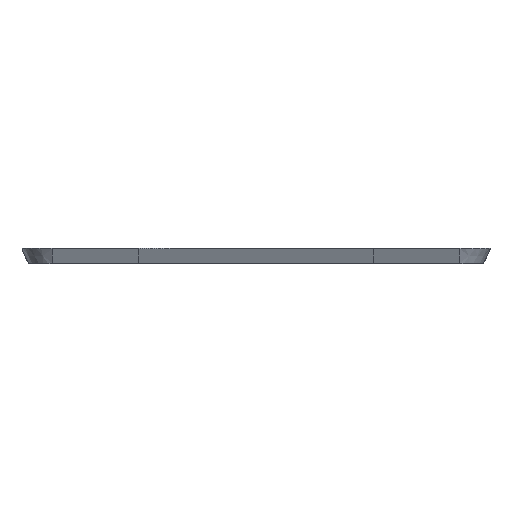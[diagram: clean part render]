
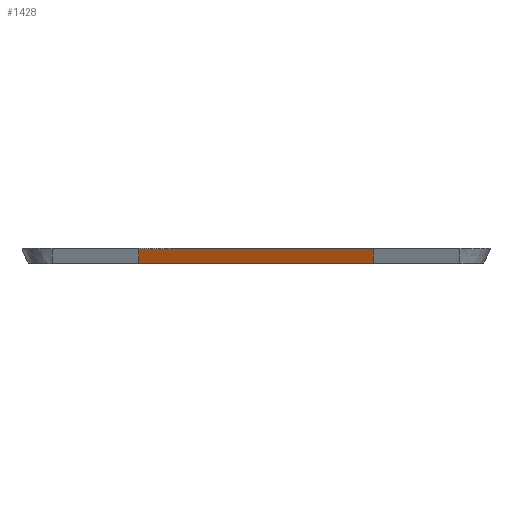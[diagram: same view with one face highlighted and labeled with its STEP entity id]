
A CAD part, top view. The second image highlights one B-rep face of the part: STEP entity #1428.
In plain terms, the highlighted planar face has unit normal (0, -0.423, 0.906).
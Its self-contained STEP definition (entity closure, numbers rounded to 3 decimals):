
#33 = CARTESIAN_POINT ( 'NONE',  ( -52., 1.062, 49.552 ) ) ;
#97 = DIRECTION ( 'NONE',  ( -1., 0., 0. ) ) ;
#181 = EDGE_CURVE ( 'NONE', #1163, #207, #743, .T. ) ;
#207 = VERTEX_POINT ( 'NONE', #3059 ) ;
#225 = VECTOR ( 'NONE', #1383, 1000. ) ;
#249 = ORIENTED_EDGE ( 'NONE', *, *, #181, .F. ) ;
#289 = FACE_OUTER_BOUND ( 'NONE', #3159, .T. ) ;
#436 = ORIENTED_EDGE ( 'NONE', *, *, #1160, .F. ) ;
#582 = VECTOR ( 'NONE', #3023, 1000. ) ;
#618 = VECTOR ( 'NONE', #97, 1000. ) ;
#660 = CARTESIAN_POINT ( 'NONE',  ( 143., -3.992, 47.195 ) ) ;
#743 = LINE ( 'NONE', #3275, #582 ) ;
#886 = VERTEX_POINT ( 'NONE', #1770 ) ;
#1026 = ORIENTED_EDGE ( 'NONE', *, *, #1142, .F. ) ;
#1062 = DIRECTION ( 'NONE',  ( 0., -0.423, 0.906 ) ) ;
#1142 = EDGE_CURVE ( 'NONE', #2925, #886, #2961, .T. ) ;
#1160 = EDGE_CURVE ( 'NONE', #207, #2925, #1639, .T. ) ;
#1163 = VERTEX_POINT ( 'NONE', #2120 ) ;
#1316 = PLANE ( 'NONE',  #2849 ) ;
#1383 = DIRECTION ( 'NONE',  ( 1., 0., 0. ) ) ;
#1428 = ADVANCED_FACE ( 'NONE', ( #289 ), #1316, .T. ) ;
#1639 = LINE ( 'NONE', #2660, #225 ) ;
#1770 = CARTESIAN_POINT ( 'NONE',  ( 143., -6.801, 45.885 ) ) ;
#1959 = EDGE_CURVE ( 'NONE', #886, #1163, #2900, .T. ) ;
#2082 = DIRECTION ( 'NONE',  ( -1., 0., 0. ) ) ;
#2120 = CARTESIAN_POINT ( 'NONE',  ( 13., -6.801, 45.885 ) ) ;
#2196 = ORIENTED_EDGE ( 'NONE', *, *, #1959, .F. ) ;
#2370 = DIRECTION ( 'NONE',  ( 0., -0.906, -0.423 ) ) ;
#2635 = VECTOR ( 'NONE', #2370, 1000. ) ;
#2660 = CARTESIAN_POINT ( 'NONE',  ( 143., 1.062, 49.552 ) ) ;
#2849 = AXIS2_PLACEMENT_3D ( 'NONE', #33, #1062, #2082 ) ;
#2882 = CARTESIAN_POINT ( 'NONE',  ( 13., -6.801, 45.885 ) ) ;
#2900 = LINE ( 'NONE', #2882, #618 ) ;
#2925 = VERTEX_POINT ( 'NONE', #2956 ) ;
#2956 = CARTESIAN_POINT ( 'NONE',  ( 143., 1.062, 49.552 ) ) ;
#2961 = LINE ( 'NONE', #660, #2635 ) ;
#3023 = DIRECTION ( 'NONE',  ( 0., 0.906, 0.423 ) ) ;
#3059 = CARTESIAN_POINT ( 'NONE',  ( 13., 1.062, 49.552 ) ) ;
#3159 = EDGE_LOOP ( 'NONE', ( #249, #2196, #1026, #436 ) ) ;
#3275 = CARTESIAN_POINT ( 'NONE',  ( 13., 1.062, 49.552 ) ) ;
